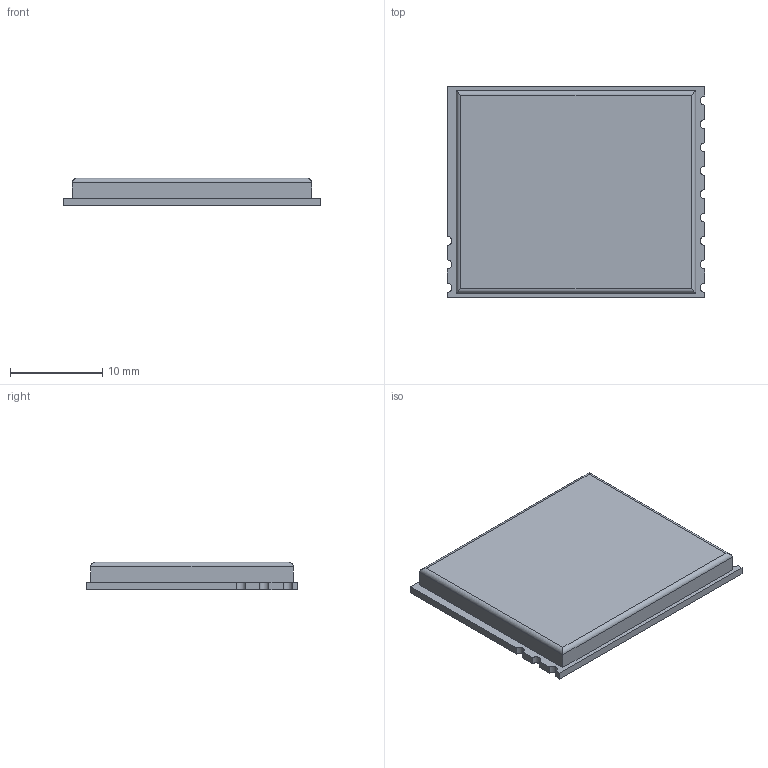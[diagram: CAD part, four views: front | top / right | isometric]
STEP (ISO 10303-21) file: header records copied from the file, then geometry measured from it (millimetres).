
FILE_DESCRIPTION(/* description */ (''),/* implementation_level */ '2;1');
FILE_NAME(/* name */ 'RX5808.step',/* time_stamp */ '2023-07-12T15:06:07+08:00',/* author */ (''),/* organization */ (''),/* preprocessor_version */ 'ST-DEVELOPER v19.2',/* originating_system */ 'Autodesk Translation Framework v12.6.0.85',/* authorisation */ '');
FILE_SCHEMA (('AUTOMOTIVE_DESIGN { 1 0 10303 214 3 1 1 }'));
Length unit declared in the file: millimetre
Products named in the file (3): RX5808; PCB; top
Assembly tree (2 placements, depth 2):
  RX5808
    PCB
    top
Bounding box: 28 x 23 x 3 mm (x, y, z)
Volume: 1764.7 mm3; surface area: 2700.1 mm2
Topology: 2 solids, 2 shells, 40 faces, 104 edges, 68 vertices
Faces by surface type: plane 24, cylinder 16
Entity records: 1323 total; most frequent: DIRECTION 222, CARTESIAN_POINT 217, ORIENTED_EDGE 208, EDGE_CURVE 104, LINE 76, VECTOR 76, AXIS2_PLACEMENT_3D 73, VERTEX_POINT 68
